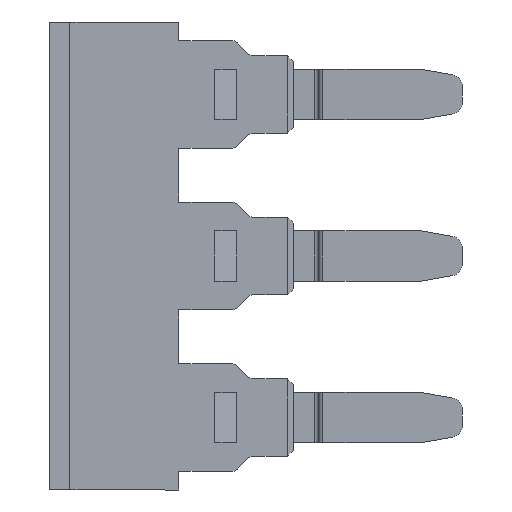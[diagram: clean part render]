
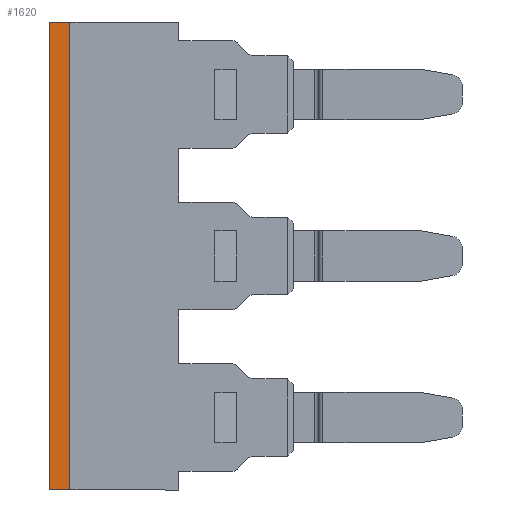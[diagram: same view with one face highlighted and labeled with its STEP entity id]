
A CAD part, left-side view. The second image highlights one B-rep face of the part: STEP entity #1620.
In plain terms, the highlighted planar face has unit normal (-1, 0, 0).
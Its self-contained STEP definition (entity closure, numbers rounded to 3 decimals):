
#249 = VECTOR ( 'NONE', #3994, 1000. ) ;
#289 = AXIS2_PLACEMENT_3D ( 'NONE', #4103, #4069, #4075 ) ;
#292 = VECTOR ( 'NONE', #3884, 1000. ) ;
#296 = VECTOR ( 'NONE', #3921, 1000. ) ;
#298 = VECTOR ( 'NONE', #4090, 1000. ) ;
#1578 = EDGE_CURVE ( 'NONE', #3744, #3746, #3864, .T. ) ;
#1593 = EDGE_CURVE ( 'NONE', #3726, #3744, #3959, .T. ) ;
#1601 = EDGE_CURVE ( 'NONE', #3738, #3746, #3963, .T. ) ;
#1620 = ADVANCED_FACE ( 'NONE', ( #4099 ), #4068, .T. ) ;
#1628 = EDGE_CURVE ( 'NONE', #3726, #3738, #4085, .T. ) ;
#2035 = CARTESIAN_POINT ( 'NONE',  ( 108.478, 250.31, 55.407 ) ) ;
#2041 = CARTESIAN_POINT ( 'NONE',  ( 108.478, 250.31, 27.607 ) ) ;
#2050 = CARTESIAN_POINT ( 'NONE',  ( 108.478, 249.11, 55.407 ) ) ;
#2052 = CARTESIAN_POINT ( 'NONE',  ( 108.478, 249.11, 27.607 ) ) ;
#3282 = ORIENTED_EDGE ( 'NONE', *, *, #1593, .F. ) ;
#3284 = ORIENTED_EDGE ( 'NONE', *, *, #1601, .T. ) ;
#3287 = ORIENTED_EDGE ( 'NONE', *, *, #1628, .T. ) ;
#3340 = ORIENTED_EDGE ( 'NONE', *, *, #1578, .F. ) ;
#3726 = VERTEX_POINT ( 'NONE', #2050 ) ;
#3738 = VERTEX_POINT ( 'NONE', #2035 ) ;
#3744 = VERTEX_POINT ( 'NONE', #2052 ) ;
#3746 = VERTEX_POINT ( 'NONE', #2041 ) ;
#3864 = LINE ( 'NONE', #3908, #292 ) ;
#3884 = DIRECTION ( 'NONE',  ( 0., 1., 0. ) ) ;
#3908 = CARTESIAN_POINT ( 'NONE',  ( 108.478, 242.644, 27.607 ) ) ;
#3921 = DIRECTION ( 'NONE',  ( 0., 0., -1. ) ) ;
#3948 = CARTESIAN_POINT ( 'NONE',  ( 108.478, 249.11, 50.009 ) ) ;
#3959 = LINE ( 'NONE', #3948, #296 ) ;
#3963 = LINE ( 'NONE', #3984, #249 ) ;
#3984 = CARTESIAN_POINT ( 'NONE',  ( 108.478, 250.31, 27.307 ) ) ;
#3994 = DIRECTION ( 'NONE',  ( 0., 0., -1. ) ) ;
#4068 = PLANE ( 'NONE',  #289 ) ;
#4069 = DIRECTION ( 'NONE',  ( -1., 0., 0. ) ) ;
#4075 = DIRECTION ( 'NONE',  ( 0., 0., 1. ) ) ;
#4085 = LINE ( 'NONE', #4089, #298 ) ;
#4089 = CARTESIAN_POINT ( 'NONE',  ( 108.478, 249.11, 55.407 ) ) ;
#4090 = DIRECTION ( 'NONE',  ( 0., 1., 0. ) ) ;
#4099 = FACE_OUTER_BOUND ( 'NONE', #4445, .T. ) ;
#4103 = CARTESIAN_POINT ( 'NONE',  ( 108.478, 249.11, 50.009 ) ) ;
#4445 = EDGE_LOOP ( 'NONE', ( #3282, #3287, #3284, #3340 ) ) ;
